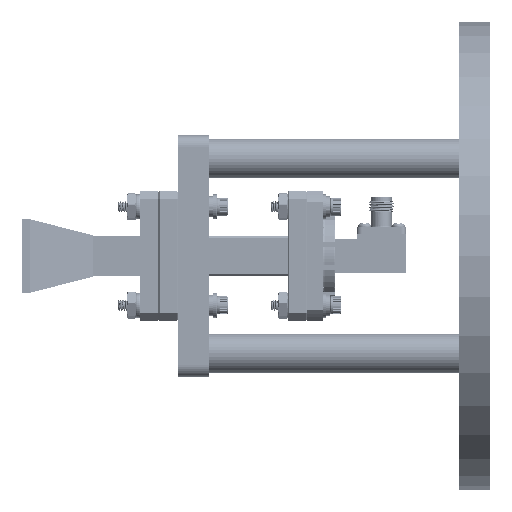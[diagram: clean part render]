
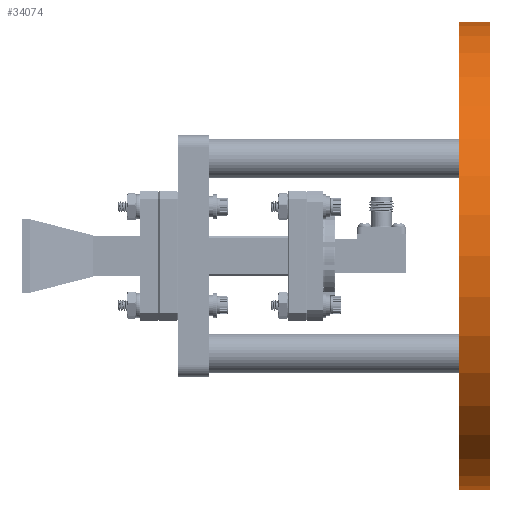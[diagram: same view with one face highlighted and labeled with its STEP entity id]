
A CAD part, left-side view. The second image highlights one B-rep face of the part: STEP entity #34074.
In plain terms, the highlighted cylindrical face has radius 60 mm (diameter 120 mm), a partial arc.
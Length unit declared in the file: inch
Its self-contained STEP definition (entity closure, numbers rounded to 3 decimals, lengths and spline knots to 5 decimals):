
#2311 = EDGE_CURVE ( 'NONE', #61152, #37571, #35036, .T. ) ;
#4705 = VECTOR ( 'NONE', #32490, 39.37008 ) ;
#4841 = DIRECTION ( 'NONE',  ( 0., -1., 0. ) ) ;
#5259 = LINE ( 'NONE', #21446, #4705 ) ;
#7332 = CIRCLE ( 'NONE', #18304, 2.3622 ) ;
#8375 = ORIENTED_EDGE ( 'NONE', *, *, #37253, .F. ) ;
#11432 = VECTOR ( 'NONE', #19138, 39.37008 ) ;
#15613 = CARTESIAN_POINT ( 'NONE',  ( 0., 0., -2.3622 ) ) ;
#17911 = AXIS2_PLACEMENT_3D ( 'NONE', #33098, #54140, #66560 ) ;
#18304 = AXIS2_PLACEMENT_3D ( 'NONE', #32268, #58502, #58168 ) ;
#19138 = DIRECTION ( 'NONE',  ( 0., -1., 0. ) ) ;
#19993 = DIRECTION ( 'NONE',  ( 0., 0., -1. ) ) ;
#21446 = CARTESIAN_POINT ( 'NONE',  ( 0., 0.31496, 2.3622 ) ) ;
#25594 = ORIENTED_EDGE ( 'NONE', *, *, #47407, .T. ) ;
#28818 = CARTESIAN_POINT ( 'NONE',  ( 0., 0.31496, -2.3622 ) ) ;
#31399 = CYLINDRICAL_SURFACE ( 'NONE', #60153, 2.3622 ) ;
#32268 = CARTESIAN_POINT ( 'NONE',  ( 0., 0.31496, 0. ) ) ;
#32490 = DIRECTION ( 'NONE',  ( 0., -1., 0. ) ) ;
#33098 = CARTESIAN_POINT ( 'NONE',  ( 0., 0., 0. ) ) ;
#34074 = ADVANCED_FACE ( 'NONE', ( #61439 ), #31399, .T. ) ;
#35036 = LINE ( 'NONE', #35720, #11432 ) ;
#35720 = CARTESIAN_POINT ( 'NONE',  ( 0., 0.31496, -2.3622 ) ) ;
#37253 = EDGE_CURVE ( 'NONE', #47846, #61152, #7332, .T. ) ;
#37571 = VERTEX_POINT ( 'NONE', #15613 ) ;
#41650 = ORIENTED_EDGE ( 'NONE', *, *, #46785, .T. ) ;
#45660 = VERTEX_POINT ( 'NONE', #56790 ) ;
#46785 = EDGE_CURVE ( 'NONE', #47846, #45660, #5259, .T. ) ;
#47407 = EDGE_CURVE ( 'NONE', #45660, #37571, #66484, .T. ) ;
#47846 = VERTEX_POINT ( 'NONE', #65476 ) ;
#54140 = DIRECTION ( 'NONE',  ( 0., 1., 0. ) ) ;
#55639 = ORIENTED_EDGE ( 'NONE', *, *, #2311, .F. ) ;
#56790 = CARTESIAN_POINT ( 'NONE',  ( 0., 0., 2.3622 ) ) ;
#58168 = DIRECTION ( 'NONE',  ( 0., 0., 1. ) ) ;
#58502 = DIRECTION ( 'NONE',  ( 0., 1., 0. ) ) ;
#60153 = AXIS2_PLACEMENT_3D ( 'NONE', #62455, #4841, #19993 ) ;
#61152 = VERTEX_POINT ( 'NONE', #28818 ) ;
#61439 = FACE_OUTER_BOUND ( 'NONE', #67413, .T. ) ;
#62455 = CARTESIAN_POINT ( 'NONE',  ( 0., 0.31496, 0. ) ) ;
#65476 = CARTESIAN_POINT ( 'NONE',  ( 0., 0.31496, 2.3622 ) ) ;
#66484 = CIRCLE ( 'NONE', #17911, 2.3622 ) ;
#66560 = DIRECTION ( 'NONE',  ( 0., 0., 1. ) ) ;
#67413 = EDGE_LOOP ( 'NONE', ( #8375, #41650, #25594, #55639 ) ) ;
